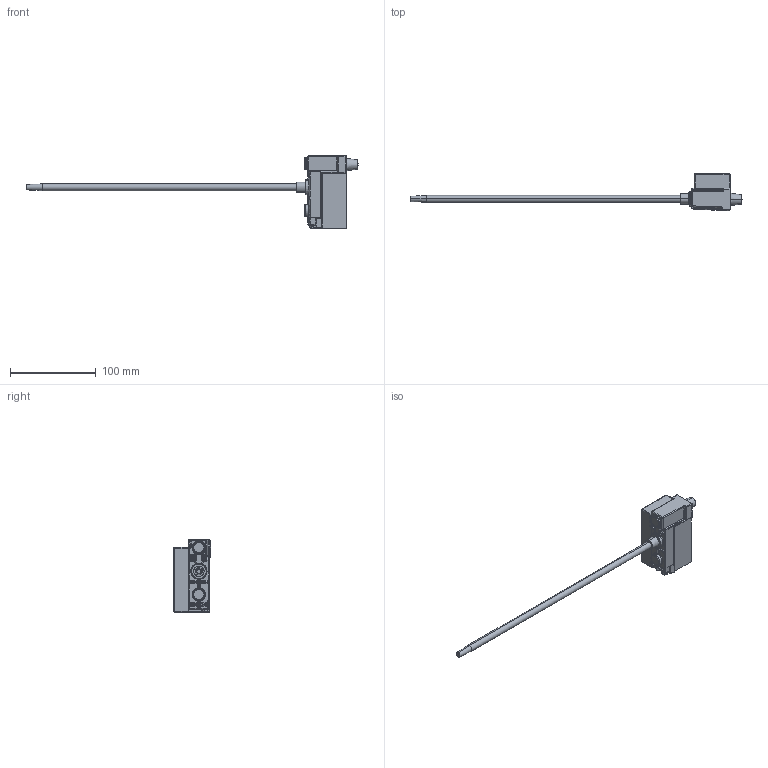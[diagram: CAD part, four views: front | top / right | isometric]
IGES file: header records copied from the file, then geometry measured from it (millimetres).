
Start section: SolidWorks IGES file using analytic representation for surfaces
Global section: file name: TH160 Termostat stonkovy.IGS; native system: SolidWorks 2012; preprocessor: SolidWorks 2012; author: cerny; date: 130220.122205; units: millimetre
Bounding box: 386.76 x 43.46 x 84 mm (x, y, z)
Surface area: 38167.9 mm2 (no closed solid volume)
Topology: 0 solids, 0 shells, 308 faces, 2850 edges, 2789 vertices
Faces by surface type: revolution 200, bspline 108
